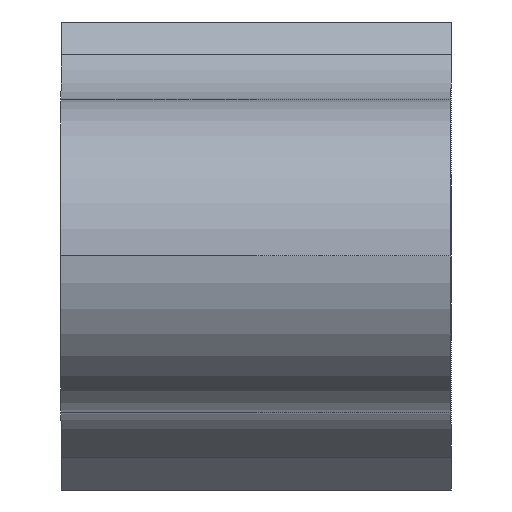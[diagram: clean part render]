
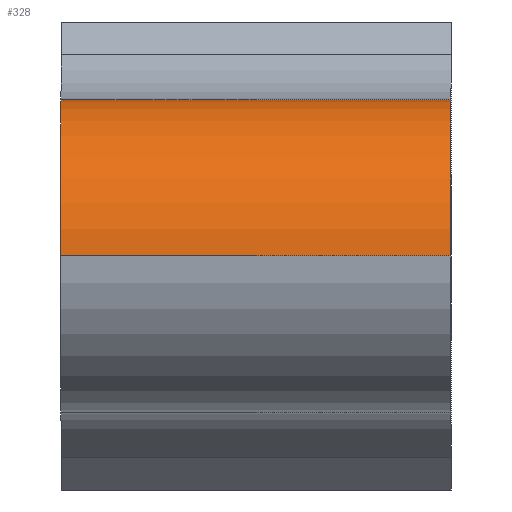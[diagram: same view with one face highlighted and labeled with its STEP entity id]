
A CAD part, left-side view. The second image highlights one B-rep face of the part: STEP entity #328.
In plain terms, the highlighted cylindrical face has radius 3 mm (diameter 6 mm), a partial arc.
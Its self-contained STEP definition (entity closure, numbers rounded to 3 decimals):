
#2 = CARTESIAN_POINT ( 'NONE',  ( -13.5, 7.5, 0. ) ) ;
#4 = DIRECTION ( 'NONE',  ( 0., 1., 0. ) ) ;
#19 = CIRCLE ( 'NONE', #613, 3. ) ;
#68 = CARTESIAN_POINT ( 'NONE',  ( -13.5, 0., 0. ) ) ;
#89 = EDGE_LOOP ( 'NONE', ( #370, #388, #390, #405 ) ) ;
#137 = LINE ( 'NONE', #2, #143 ) ;
#143 = VECTOR ( 'NONE', #4, 1000. ) ;
#146 = CIRCLE ( 'NONE', #199, 3. ) ;
#195 = AXIS2_PLACEMENT_3D ( 'NONE', #666, #590, #585 ) ;
#199 = AXIS2_PLACEMENT_3D ( 'NONE', #771, #695, #744 ) ;
#219 = CARTESIAN_POINT ( 'NONE',  ( -13.5, 7.5, 0. ) ) ;
#289 = CYLINDRICAL_SURFACE ( 'NONE', #195, 3. ) ;
#305 = FACE_OUTER_BOUND ( 'NONE', #89, .T. ) ;
#328 = ADVANCED_FACE ( 'NONE', ( #305 ), #289, .T. ) ;
#370 = ORIENTED_EDGE ( 'NONE', *, *, #905, .F. ) ;
#388 = ORIENTED_EDGE ( 'NONE', *, *, #821, .F. ) ;
#390 = ORIENTED_EDGE ( 'NONE', *, *, #532, .F. ) ;
#405 = ORIENTED_EDGE ( 'NONE', *, *, #568, .F. ) ;
#420 = VERTEX_POINT ( 'NONE', #219 ) ;
#532 = EDGE_CURVE ( 'NONE', #739, #420, #137, .T. ) ;
#568 = EDGE_CURVE ( 'NONE', #586, #739, #146, .T. ) ;
#585 = DIRECTION ( 'NONE',  ( 0., 0., -1. ) ) ;
#586 = VERTEX_POINT ( 'NONE', #720 ) ;
#590 = DIRECTION ( 'NONE',  ( 0., -1., 0. ) ) ;
#613 = AXIS2_PLACEMENT_3D ( 'NONE', #887, #883, #880 ) ;
#666 = CARTESIAN_POINT ( 'NONE',  ( -10.5, 7.5, 0. ) ) ;
#695 = DIRECTION ( 'NONE',  ( 0., -1., 0. ) ) ;
#720 = CARTESIAN_POINT ( 'NONE',  ( -10.5, 0., 3. ) ) ;
#729 = DIRECTION ( 'NONE',  ( 0., -1., 0. ) ) ;
#739 = VERTEX_POINT ( 'NONE', #68 ) ;
#744 = DIRECTION ( 'NONE',  ( 0., 0., -1. ) ) ;
#771 = CARTESIAN_POINT ( 'NONE',  ( -10.5, 0., 0. ) ) ;
#797 = CARTESIAN_POINT ( 'NONE',  ( -10.5, 7.5, 3. ) ) ;
#821 = EDGE_CURVE ( 'NONE', #420, #858, #19, .T. ) ;
#844 = CARTESIAN_POINT ( 'NONE',  ( -10.5, 7.5, 3. ) ) ;
#858 = VERTEX_POINT ( 'NONE', #844 ) ;
#880 = DIRECTION ( 'NONE',  ( 0., 0., -1. ) ) ;
#883 = DIRECTION ( 'NONE',  ( 0., 1., 0. ) ) ;
#887 = CARTESIAN_POINT ( 'NONE',  ( -10.5, 7.5, 0. ) ) ;
#905 = EDGE_CURVE ( 'NONE', #858, #586, #996, .T. ) ;
#995 = VECTOR ( 'NONE', #729, 1000. ) ;
#996 = LINE ( 'NONE', #797, #995 ) ;
